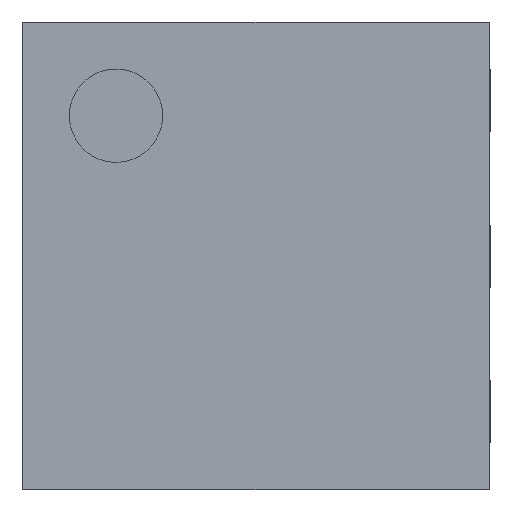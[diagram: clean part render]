
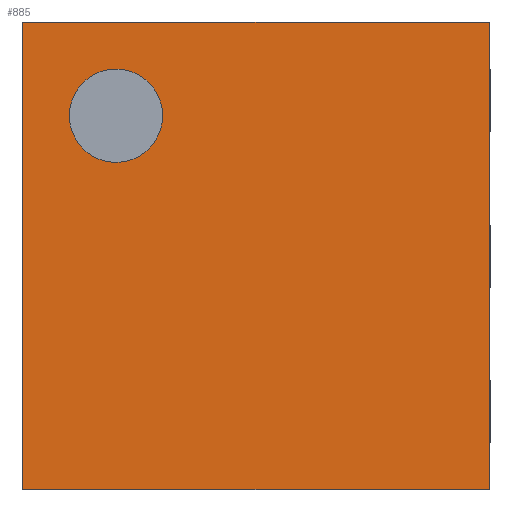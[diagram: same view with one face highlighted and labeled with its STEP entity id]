
A CAD part, top view. The second image highlights one B-rep face of the part: STEP entity #885.
In plain terms, the highlighted planar face has unit normal (0, 0, 1).
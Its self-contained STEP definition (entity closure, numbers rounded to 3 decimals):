
#14=FACE_BOUND('',#141,.T.);
#52=PLANE('',#955);
#96=FACE_OUTER_BOUND('',#140,.T.);
#140=EDGE_LOOP('',(#822,#823,#824,#825));
#141=EDGE_LOOP('',(#826));
#246=LINE('',#1417,#357);
#249=LINE('',#1423,#360);
#250=LINE('',#1426,#361);
#252=LINE('',#1429,#363);
#357=VECTOR('',#1164,10.);
#360=VECTOR('',#1171,10.);
#361=VECTOR('',#1174,10.);
#363=VECTOR('',#1178,10.);
#364=CIRCLE('',#901,0.15);
#376=VERTEX_POINT('',#1183);
#454=VERTEX_POINT('',#1414);
#455=VERTEX_POINT('',#1416);
#456=VERTEX_POINT('',#1421);
#457=VERTEX_POINT('',#1425);
#458=EDGE_CURVE('',#376,#376,#364,.T.);
#574=EDGE_CURVE('',#455,#454,#246,.T.);
#577=EDGE_CURVE('',#454,#456,#249,.T.);
#578=EDGE_CURVE('',#457,#455,#250,.T.);
#580=EDGE_CURVE('',#456,#457,#252,.T.);
#822=ORIENTED_EDGE('',*,*,#580,.T.);
#823=ORIENTED_EDGE('',*,*,#578,.T.);
#824=ORIENTED_EDGE('',*,*,#574,.T.);
#825=ORIENTED_EDGE('',*,*,#577,.T.);
#826=ORIENTED_EDGE('',*,*,#458,.T.);
#885=ADVANCED_FACE('',(#96,#14),#52,.T.);
#901=AXIS2_PLACEMENT_3D('',#1184,#960,#961);
#955=AXIS2_PLACEMENT_3D('',#1430,#1179,#1180);
#960=DIRECTION('center_axis',(0.,0.,-1.));
#961=DIRECTION('ref_axis',(-1.,0.,0.));
#1164=DIRECTION('',(1.,0.,0.));
#1171=DIRECTION('',(0.,1.,0.));
#1174=DIRECTION('',(0.,-1.,0.));
#1178=DIRECTION('',(-1.,0.,0.));
#1179=DIRECTION('center_axis',(0.,0.,1.));
#1180=DIRECTION('ref_axis',(1.,0.,0.));
#1183=CARTESIAN_POINT('',(-0.3,0.45,1.));
#1184=CARTESIAN_POINT('Origin',(-0.45,0.45,1.));
#1414=CARTESIAN_POINT('',(0.75,-0.75,1.));
#1416=CARTESIAN_POINT('',(-0.75,-0.75,1.));
#1417=CARTESIAN_POINT('',(0.75,-0.75,1.));
#1421=CARTESIAN_POINT('',(0.75,0.75,1.));
#1423=CARTESIAN_POINT('',(0.75,0.75,1.));
#1425=CARTESIAN_POINT('',(-0.75,0.75,1.));
#1426=CARTESIAN_POINT('',(-0.75,-0.75,1.));
#1429=CARTESIAN_POINT('',(-0.75,0.75,1.));
#1430=CARTESIAN_POINT('Origin',(0.,0.,1.));
